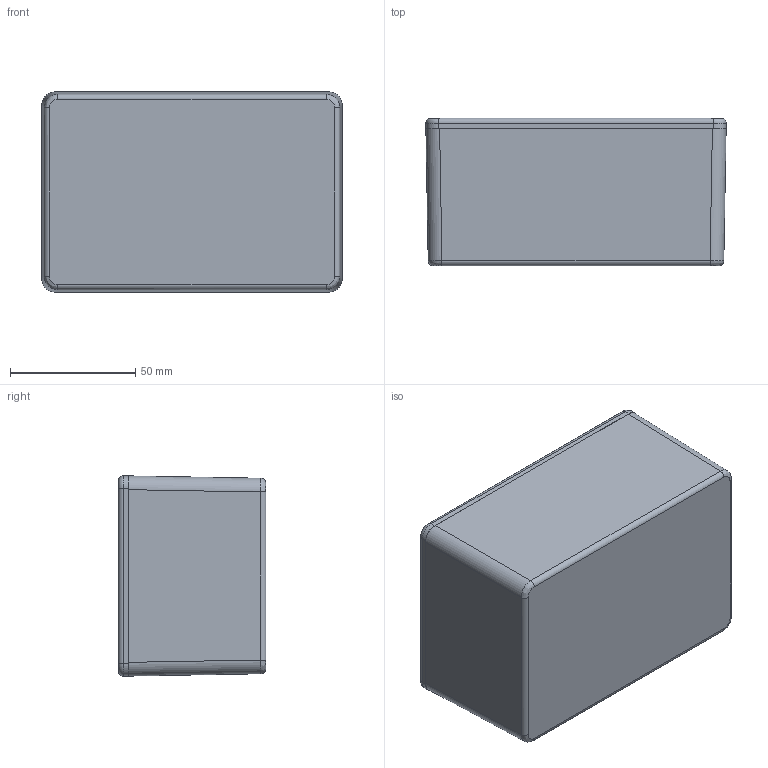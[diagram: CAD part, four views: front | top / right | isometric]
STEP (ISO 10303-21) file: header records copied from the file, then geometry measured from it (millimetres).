
FILE_DESCRIPTION(/* description */ (''),/* implementation_level */ '2;1');
FILE_NAME(/* name */ '1590T.iam.stp',/* time_stamp */ '2014-07-28T13:50:59-04:00',/* author */ ('avernon'),/* organization */ (''),/* preprocessor_version */ 'ST-DEVELOPER v15.2',/* originating_system */ 'Autodesk Inventor 2014',/* authorisation */ '');
FILE_SCHEMA (('AUTOMOTIVE_DESIGN { 1 0 10303 214 3 1 1 }'));
Products named in the file (4): 1590T Box; 1590T Lid; #12525; 1590T
Bounding box: 120 x 59 x 80 mm (x, y, z)
Volume: 97960.8 mm3; surface area: 82771.4 mm2
Topology: 6 solids, 6 shells, 451 faces, 1175 edges, 764 vertices
Faces by surface type: plane 240, bspline 87, cylinder 80, cone 28, torus 16
Full cylindrical faces by diameter (mm): 2.642 x4, 3.378 x4, 3.8 x4, 4 x4
Entity records: 12522 total; most frequent: CARTESIAN_POINT 3740, ORIENTED_EDGE 1900, DIRECTION 1587, EDGE_CURVE 950, VERTEX_POINT 623, LINE 571, VECTOR 571, AXIS2_PLACEMENT_3D 508
